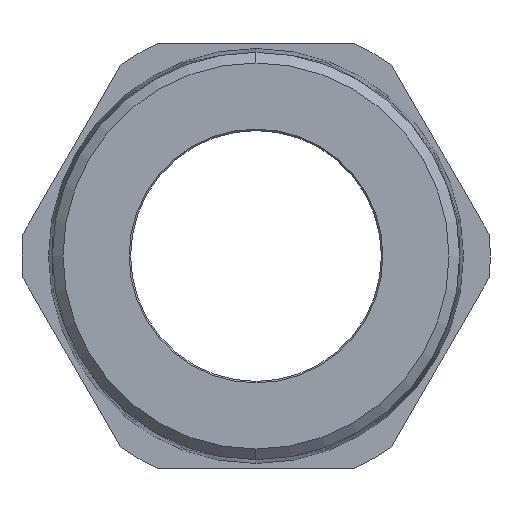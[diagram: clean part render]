
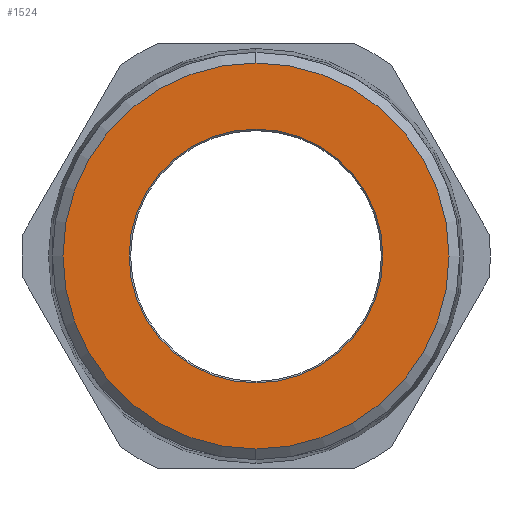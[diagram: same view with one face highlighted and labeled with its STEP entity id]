
A CAD part, left-side view. The second image highlights one B-rep face of the part: STEP entity #1524.
In plain terms, the highlighted planar face has unit normal (-1, 0, 0).
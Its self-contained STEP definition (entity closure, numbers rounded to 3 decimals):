
#35 = CARTESIAN_POINT ( 'NONE',  ( 0., 0., -34.014 ) ) ;
#36 = DIRECTION ( 'NONE',  ( 1., 0., 0. ) ) ;
#161 = ORIENTED_EDGE ( 'NONE', *, *, #3010, .T. ) ;
#189 = DIRECTION ( 'NONE',  ( 0., 0., -1. ) ) ;
#205 = ORIENTED_EDGE ( 'NONE', *, *, #1224, .T. ) ;
#370 = CARTESIAN_POINT ( 'NONE',  ( 0., 0., 34.014 ) ) ;
#470 = DIRECTION ( 'NONE',  ( 1., 0., 0. ) ) ;
#551 = EDGE_CURVE ( 'NONE', #2464, #2398, #1212, .T. ) ;
#569 = FACE_BOUND ( 'NONE', #3104, .T. ) ;
#798 = DIRECTION ( 'NONE',  ( 0., 0., -1. ) ) ;
#802 = EDGE_CURVE ( 'NONE', #958, #2189, #1361, .T. ) ;
#846 = CARTESIAN_POINT ( 'NONE',  ( 0., 0., 0. ) ) ;
#906 = AXIS2_PLACEMENT_3D ( 'NONE', #1957, #923, #947 ) ;
#923 = DIRECTION ( 'NONE',  ( 1., 0., 0. ) ) ;
#942 = AXIS2_PLACEMENT_3D ( 'NONE', #846, #1873, #3073 ) ;
#947 = DIRECTION ( 'NONE',  ( 0., 0., -1. ) ) ;
#958 = VERTEX_POINT ( 'NONE', #370 ) ;
#1208 = AXIS2_PLACEMENT_3D ( 'NONE', #1298, #36, #2996 ) ;
#1212 = CIRCLE ( 'NONE', #3032, 22.35 ) ;
#1224 = EDGE_CURVE ( 'NONE', #2398, #2464, #1438, .T. ) ;
#1298 = CARTESIAN_POINT ( 'NONE',  ( 0., 0., 0. ) ) ;
#1361 = CIRCLE ( 'NONE', #1510, 34.014 ) ;
#1438 = CIRCLE ( 'NONE', #1208, 22.35 ) ;
#1454 = CARTESIAN_POINT ( 'NONE',  ( 0., 0., 0. ) ) ;
#1457 = PLANE ( 'NONE',  #906 ) ;
#1510 = AXIS2_PLACEMENT_3D ( 'NONE', #3008, #1558, #798 ) ;
#1524 = ADVANCED_FACE ( 'NONE', ( #569, #2379 ), #1457, .F. ) ;
#1558 = DIRECTION ( 'NONE',  ( -1., 0., 0. ) ) ;
#1745 = CARTESIAN_POINT ( 'NONE',  ( 0., 0., 22.35 ) ) ;
#1852 = ORIENTED_EDGE ( 'NONE', *, *, #551, .T. ) ;
#1873 = DIRECTION ( 'NONE',  ( -1., 0., 0. ) ) ;
#1957 = CARTESIAN_POINT ( 'NONE',  ( 0., 0., 0. ) ) ;
#2019 = CARTESIAN_POINT ( 'NONE',  ( 0., 0., -22.35 ) ) ;
#2189 = VERTEX_POINT ( 'NONE', #35 ) ;
#2379 = FACE_OUTER_BOUND ( 'NONE', #2612, .T. ) ;
#2398 = VERTEX_POINT ( 'NONE', #1745 ) ;
#2464 = VERTEX_POINT ( 'NONE', #2019 ) ;
#2508 = ORIENTED_EDGE ( 'NONE', *, *, #802, .T. ) ;
#2612 = EDGE_LOOP ( 'NONE', ( #161, #2508 ) ) ;
#2749 = CIRCLE ( 'NONE', #942, 34.014 ) ;
#2996 = DIRECTION ( 'NONE',  ( 0., 0., -1. ) ) ;
#3008 = CARTESIAN_POINT ( 'NONE',  ( 0., 0., 0. ) ) ;
#3010 = EDGE_CURVE ( 'NONE', #2189, #958, #2749, .T. ) ;
#3032 = AXIS2_PLACEMENT_3D ( 'NONE', #1454, #470, #189 ) ;
#3073 = DIRECTION ( 'NONE',  ( 0., 0., -1. ) ) ;
#3104 = EDGE_LOOP ( 'NONE', ( #205, #1852 ) ) ;
